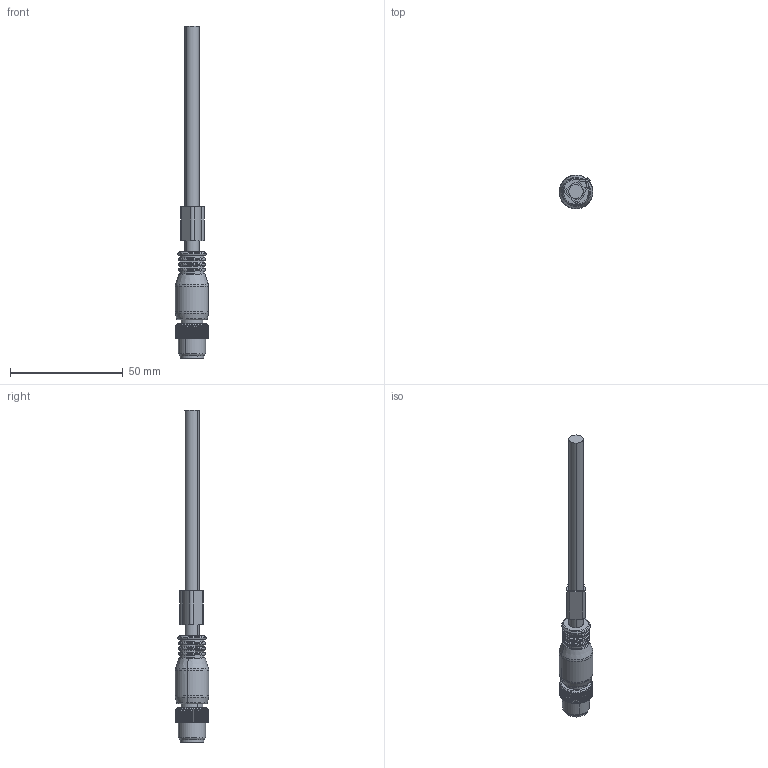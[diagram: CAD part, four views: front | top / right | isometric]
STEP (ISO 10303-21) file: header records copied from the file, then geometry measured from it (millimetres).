
FILE_DESCRIPTION(('CATIA V5 STEP Exchange','CAx-IF Rec.Pracs.--- Model Styling and Organization---1.4--- 2014-01-23'),'2;1');
FILE_NAME ('1967356-2_0_1025940360_1025940360.stp','2023-10-04T10:23:25+00:00',('none'),('Weidmueller'),'CATIA Version 5-6 Release 2016 SP3 HF44','CATIA V5 STEP AP214','none');
FILE_SCHEMA(('AUTOMOTIVE_DESIGN { 1 0 10303 214 1 1 1 1 }'));
Length unit declared in the file: millimetre
Products named in the file (1): 1025940360
Bounding box: 14.98 x 14.98 x 147 mm (x, y, z)
Volume: 11577.4 mm3; surface area: 10031.3 mm2
Topology: 11 solids, 11 shells, 578 faces, 1476 edges, 930 vertices
Faces by surface type: plane 210, cylinder 187, cone 88, torus 85, sphere 8
Entity records: 15985 total; most frequent: CARTESIAN_POINT 3581, ORIENTED_EDGE 2936, DIRECTION 1856, EDGE_CURVE 1468, AXIS2_PLACEMENT_3D 962, VERTEX_POINT 930, CIRCLE 636, EDGE_LOOP 616
